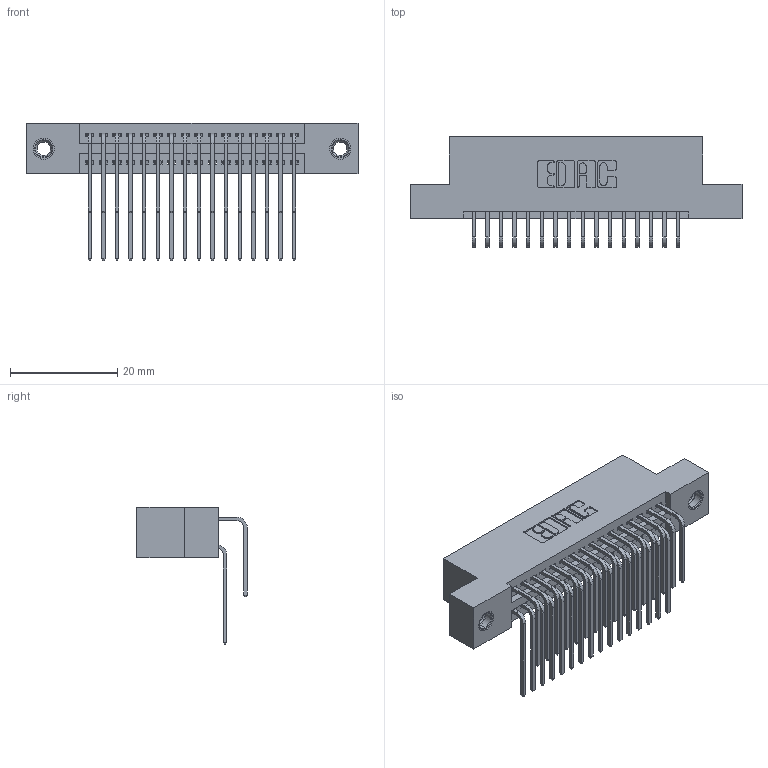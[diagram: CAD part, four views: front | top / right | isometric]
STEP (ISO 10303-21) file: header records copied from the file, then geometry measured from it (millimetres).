
FILE_DESCRIPTION (( 'STEP AP203' ), '1' );
FILE_NAME ('345-032-559-207.STEP', '2018-08-24T09:17:27', ( '' ), ( '' ), 'SwSTEP 2.0', 'SolidWorks 2016', '' );
FILE_SCHEMA (( 'CONFIG_CONTROL_DESIGN' ));
Length unit declared in the file: inch
Products named in the file (5): 345-032-559-207; 345 Part_Flush Mounting Lugs - 0.156 Dia-TI; 345-292-001_558 559 Tail - 1; 345-292-001_559 Tail - 2; 345-250-001_345-250-005-103
Assembly tree (35 placements, depth 2):
  345-032-559-207
    345 Part_Flush Mounting Lugs - 0.156 Dia-TI
    345-292-001_558 559 Tail - 1  x16
    345-292-001_559 Tail - 2  x16
    345-250-001_345-250-005-103  x2
Bounding box: 61.85 x 20.56 x 25.53 mm (x, y, z)
Volume: 5937.8 mm3; surface area: 9169.5 mm2
Topology: 35 solids, 35 shells, 1850 faces, 5437 edges, 3574 vertices
Faces by surface type: plane 1232, cylinder 602, cone 12, torus 4
Entity records: 18892 total; most frequent: CARTESIAN_POINT 3218, ORIENTED_EDGE 3094, DIRECTION 2869, EDGE_CURVE 1547, LINE 1291, VECTOR 1291, VERTEX_POINT 1024, AXIS2_PLACEMENT_3D 789
